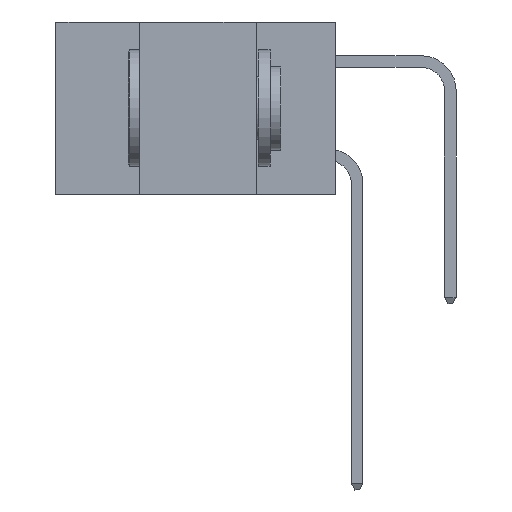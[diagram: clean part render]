
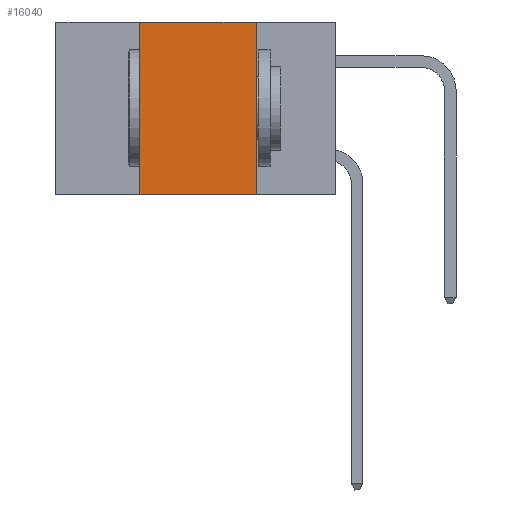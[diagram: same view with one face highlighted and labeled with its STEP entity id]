
A CAD part, left-side view. The second image highlights one B-rep face of the part: STEP entity #16040.
In plain terms, the highlighted planar face has unit normal (-1, 0, 0).
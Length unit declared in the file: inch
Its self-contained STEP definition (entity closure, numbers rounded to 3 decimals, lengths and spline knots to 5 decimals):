
#643 = VERTEX_POINT ( 'NONE', #16319 ) ;
#654 = VERTEX_POINT ( 'NONE', #16088 ) ;
#1177 = DIRECTION ( 'NONE',  ( 1., 0., 0. ) ) ;
#1192 = VECTOR ( 'NONE', #19153, 39.37008 ) ;
#3045 = LINE ( 'NONE', #7390, #8747 ) ;
#3611 = CARTESIAN_POINT ( 'NONE',  ( 0., 0.17, 0. ) ) ;
#4774 = VECTOR ( 'NONE', #10155, 39.37008 ) ;
#4993 = LINE ( 'NONE', #11105, #24253 ) ;
#5495 = AXIS2_PLACEMENT_3D ( 'NONE', #12574, #1177, #14465 ) ;
#5571 = VERTEX_POINT ( 'NONE', #5760 ) ;
#5760 = CARTESIAN_POINT ( 'NONE',  ( 0., 0.42, 0. ) ) ;
#6079 = CARTESIAN_POINT ( 'NONE',  ( 0., 0.6, -0.37 ) ) ;
#6647 = ORIENTED_EDGE ( 'NONE', *, *, #9748, .F. ) ;
#7205 = FACE_OUTER_BOUND ( 'NONE', #18420, .T. ) ;
#7343 = EDGE_CURVE ( 'NONE', #643, #654, #20640, .T. ) ;
#7390 = CARTESIAN_POINT ( 'NONE',  ( 0., 0.6, 0. ) ) ;
#8747 = VECTOR ( 'NONE', #9259, 39.37008 ) ;
#9259 = DIRECTION ( 'NONE',  ( 0., -1., 0. ) ) ;
#9748 = EDGE_CURVE ( 'NONE', #643, #5571, #4993, .T. ) ;
#10155 = DIRECTION ( 'NONE',  ( 0., 0., -1. ) ) ;
#10708 = PLANE ( 'NONE',  #5495 ) ;
#11105 = CARTESIAN_POINT ( 'NONE',  ( 0., 0.42, 0. ) ) ;
#12574 = CARTESIAN_POINT ( 'NONE',  ( 0., 0.6, 0. ) ) ;
#13269 = ORIENTED_EDGE ( 'NONE', *, *, #7343, .T. ) ;
#13734 = EDGE_CURVE ( 'NONE', #5571, #21577, #3045, .T. ) ;
#14465 = DIRECTION ( 'NONE',  ( 0., 0., -1. ) ) ;
#16040 = ADVANCED_FACE ( 'NONE', ( #7205 ), #10708, .F. ) ;
#16088 = CARTESIAN_POINT ( 'NONE',  ( 0., 0.17, -0.37 ) ) ;
#16319 = CARTESIAN_POINT ( 'NONE',  ( 0., 0.42, -0.37 ) ) ;
#16713 = DIRECTION ( 'NONE',  ( 0., 0., 1. ) ) ;
#18420 = EDGE_LOOP ( 'NONE', ( #19601, #21706, #6647, #13269 ) ) ;
#19153 = DIRECTION ( 'NONE',  ( 0., -1., 0. ) ) ;
#19601 = ORIENTED_EDGE ( 'NONE', *, *, #23958, .F. ) ;
#20304 = LINE ( 'NONE', #23108, #4774 ) ;
#20640 = LINE ( 'NONE', #6079, #1192 ) ;
#21577 = VERTEX_POINT ( 'NONE', #3611 ) ;
#21706 = ORIENTED_EDGE ( 'NONE', *, *, #13734, .F. ) ;
#23108 = CARTESIAN_POINT ( 'NONE',  ( 0., 0.17, 0. ) ) ;
#23958 = EDGE_CURVE ( 'NONE', #21577, #654, #20304, .T. ) ;
#24253 = VECTOR ( 'NONE', #16713, 39.37008 ) ;
